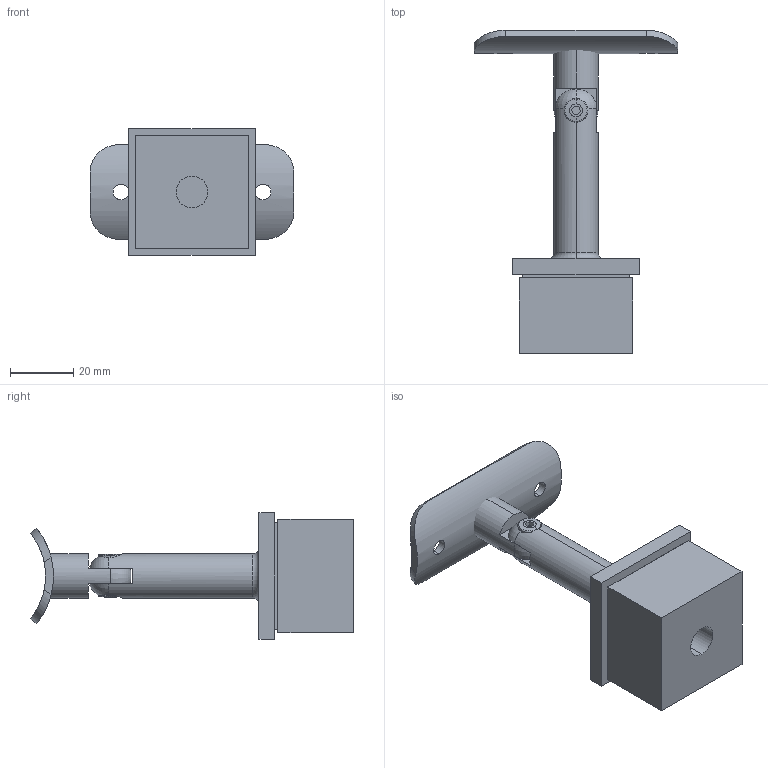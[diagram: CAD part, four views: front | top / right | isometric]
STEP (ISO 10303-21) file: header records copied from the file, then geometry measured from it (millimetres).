
FILE_DESCRIPTION (( 'STEP AP203' ), '1' );
FILE_NAME ('3D_GC2262_40x40_188705930.STEP', '2024-10-16T09:41:51', ( '' ), ( '' ), 'SwSTEP 2.0', 'SolidWorks 2024', '' );
FILE_SCHEMA (( 'CONFIG_CONTROL_DESIGN' ));
Length unit declared in the file: millimetre
Products named in the file (1): 3D_GC2262_40x40_188705930
Bounding box: 64.5 x 102.35 x 40 mm (x, y, z)
Volume: 53033.3 mm3; surface area: 17128.2 mm2
Topology: 4 solids, 4 shells, 98 faces, 240 edges, 158 vertices
Faces by surface type: plane 50, cylinder 32, torus 12, sphere 4
Entity records: 3669 total; most frequent: CARTESIAN_POINT 1249, DIRECTION 484, ORIENTED_EDGE 480, EDGE_CURVE 240, AXIS2_PLACEMENT_3D 181, VERTEX_POINT 158, VECTOR 122, LINE 122
